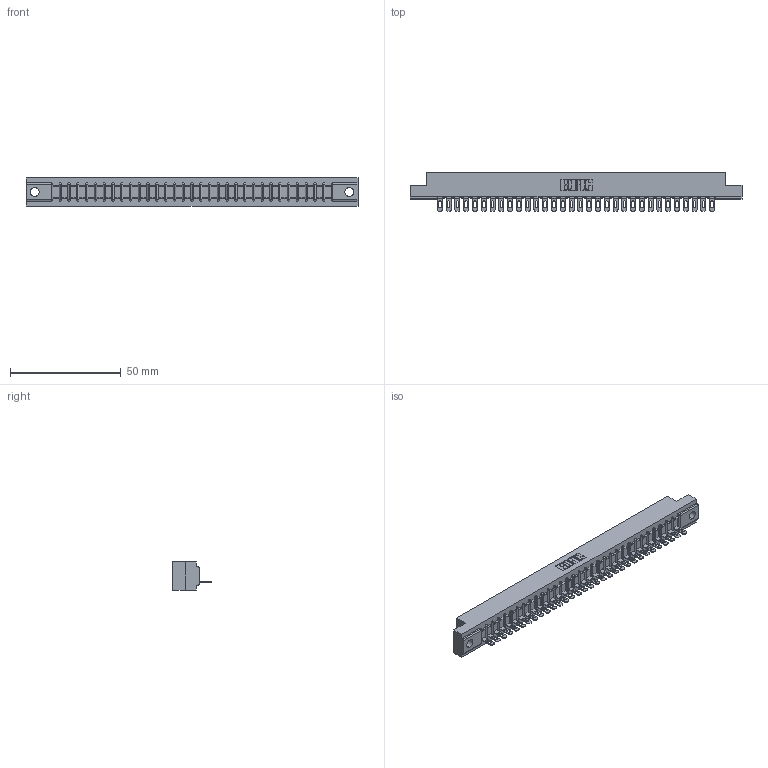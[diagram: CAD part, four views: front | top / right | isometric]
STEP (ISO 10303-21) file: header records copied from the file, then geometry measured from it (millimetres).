
FILE_DESCRIPTION (( 'STEP AP203' ), '1' );
FILE_NAME ('307-032-501-104.STEP', '2018-08-04T21:47:49', ( '' ), ( '' ), 'SwSTEP 2.0', 'SolidWorks 2016', '' );
FILE_SCHEMA (( 'CONFIG_CONTROL_DESIGN' ));
Length unit declared in the file: inch
Products named in the file (3): 307 Part_.156 Dia Mounting Holes; 307-290-002_501; 307-032-501-104
Assembly tree (33 placements, depth 2):
  307-032-501-104
    307 Part_.156 Dia Mounting Holes
    307-290-002_501  x32
Bounding box: 149.81 x 17.42 x 12.7 mm (x, y, z)
Volume: 15878.8 mm3; surface area: 19798.5 mm2
Topology: 33 solids, 33 shells, 2597 faces, 7975 edges, 5226 vertices
Faces by surface type: plane 1492, cylinder 1039, sphere 66
Entity records: 29878 total; most frequent: CARTESIAN_POINT 5042, ORIENTED_EDGE 5030, DIRECTION 4899, EDGE_CURVE 2515, LINE 1925, VECTOR 1925, VERTEX_POINT 1630, AXIS2_PLACEMENT_3D 1487
